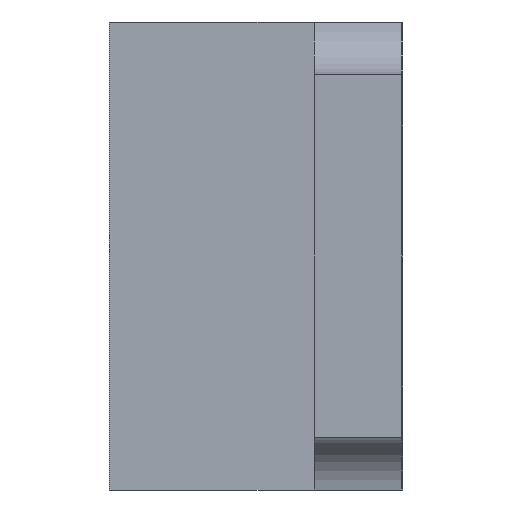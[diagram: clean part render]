
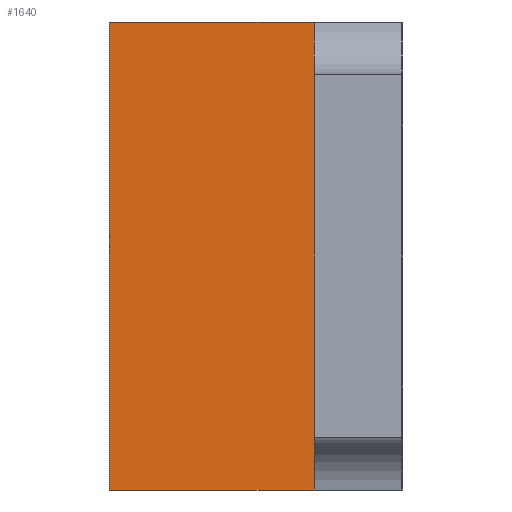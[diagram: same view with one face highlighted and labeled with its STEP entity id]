
A CAD part, left-side view. The second image highlights one B-rep face of the part: STEP entity #1640.
In plain terms, the highlighted planar face has unit normal (-1, 0, 0).
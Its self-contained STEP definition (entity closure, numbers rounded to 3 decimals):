
#40 = FACE_OUTER_BOUND ( 'NONE', #151, .T. ) ;
#51 = ORIENTED_EDGE ( 'NONE', *, *, #1729, .F. ) ;
#104 = LINE ( 'NONE', #665, #1348 ) ;
#106 = ORIENTED_EDGE ( 'NONE', *, *, #247, .T. ) ;
#114 = DIRECTION ( 'NONE',  ( 0., 0., -1. ) ) ;
#116 = VERTEX_POINT ( 'NONE', #1623 ) ;
#128 = LINE ( 'NONE', #2333, #1023 ) ;
#146 = LINE ( 'NONE', #223, #1438 ) ;
#151 = EDGE_LOOP ( 'NONE', ( #1936, #51, #1286, #106 ) ) ;
#223 = CARTESIAN_POINT ( 'NONE',  ( -0.8, -1.27, -0.4 ) ) ;
#247 = EDGE_CURVE ( 'NONE', #2274, #116, #2295, .T. ) ;
#290 = VECTOR ( 'NONE', #2144, 1000. ) ;
#320 = EDGE_CURVE ( 'NONE', #2274, #1741, #104, .T. ) ;
#476 = CARTESIAN_POINT ( 'NONE',  ( -0.8, 0.075, -0.4 ) ) ;
#480 = CARTESIAN_POINT ( 'NONE',  ( -0.8, 0.075, 0.4 ) ) ;
#514 = CARTESIAN_POINT ( 'NONE',  ( -0.8, 0.425, 0.4 ) ) ;
#665 = CARTESIAN_POINT ( 'NONE',  ( -0.8, -1.27, 0.4 ) ) ;
#874 = AXIS2_PLACEMENT_3D ( 'NONE', #1442, #1562, #114 ) ;
#956 = DIRECTION ( 'NONE',  ( 0., -1., 0. ) ) ;
#1023 = VECTOR ( 'NONE', #2130, 1000. ) ;
#1286 = ORIENTED_EDGE ( 'NONE', *, *, #320, .F. ) ;
#1348 = VECTOR ( 'NONE', #1417, 1000. ) ;
#1417 = DIRECTION ( 'NONE',  ( 0., -1., 0. ) ) ;
#1438 = VECTOR ( 'NONE', #956, 1000. ) ;
#1442 = CARTESIAN_POINT ( 'NONE',  ( -0.8, -1.27, 0.4 ) ) ;
#1562 = DIRECTION ( 'NONE',  ( 1., 0., 0. ) ) ;
#1623 = CARTESIAN_POINT ( 'NONE',  ( -0.8, 0.425, -0.4 ) ) ;
#1640 = ADVANCED_FACE ( 'NONE', ( #40 ), #1900, .F. ) ;
#1729 = EDGE_CURVE ( 'NONE', #1741, #1937, #128, .T. ) ;
#1741 = VERTEX_POINT ( 'NONE', #480 ) ;
#1900 = PLANE ( 'NONE',  #874 ) ;
#1936 = ORIENTED_EDGE ( 'NONE', *, *, #2319, .T. ) ;
#1937 = VERTEX_POINT ( 'NONE', #476 ) ;
#2130 = DIRECTION ( 'NONE',  ( 0., 0., -1. ) ) ;
#2133 = CARTESIAN_POINT ( 'NONE',  ( -0.8, 0.425, 0.4 ) ) ;
#2144 = DIRECTION ( 'NONE',  ( 0., 0., -1. ) ) ;
#2274 = VERTEX_POINT ( 'NONE', #514 ) ;
#2295 = LINE ( 'NONE', #2133, #290 ) ;
#2319 = EDGE_CURVE ( 'NONE', #116, #1937, #146, .T. ) ;
#2333 = CARTESIAN_POINT ( 'NONE',  ( -0.8, 0.075, 0.4 ) ) ;
